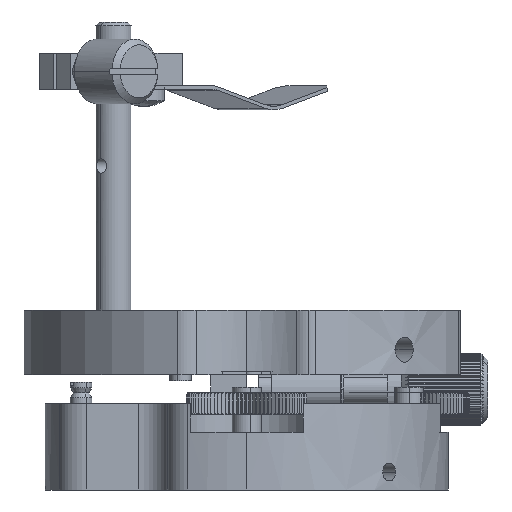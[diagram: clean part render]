
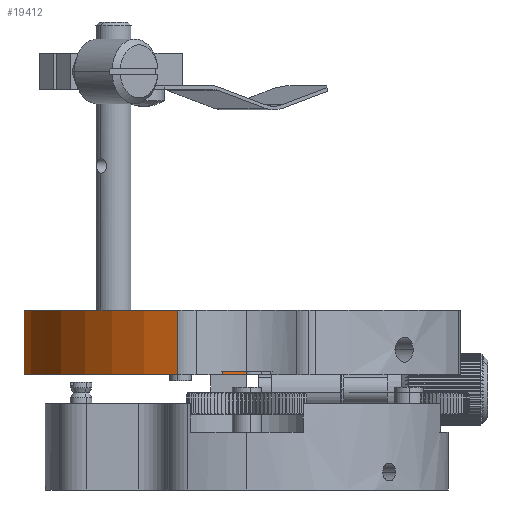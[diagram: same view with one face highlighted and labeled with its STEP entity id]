
A CAD part, left-side view. The second image highlights one B-rep face of the part: STEP entity #19412.
In plain terms, the highlighted cylindrical face has radius 31 mm (diameter 62 mm), a partial arc.
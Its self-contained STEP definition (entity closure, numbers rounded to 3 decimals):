
#260 = ORIENTED_EDGE ( 'NONE', *, *, #7432, .T. ) ;
#571 = CARTESIAN_POINT ( 'NONE',  ( 25.459, -3.009, 17.25 ) ) ;
#1286 = DIRECTION ( 'NONE',  ( 0., 0., 1. ) ) ;
#1948 = AXIS2_PLACEMENT_3D ( 'NONE', #34383, #28837, #13036 ) ;
#3326 = CIRCLE ( 'NONE', #13986, 31. ) ;
#5857 = ORIENTED_EDGE ( 'NONE', *, *, #25898, .F. ) ;
#7204 = CARTESIAN_POINT ( 'NONE',  ( -35.028, 6.559, 8.25 ) ) ;
#7432 = EDGE_CURVE ( 'NONE', #11032, #33361, #3326, .T. ) ;
#7854 = CARTESIAN_POINT ( 'NONE',  ( -35.028, 6.559, 17.25 ) ) ;
#8799 = EDGE_CURVE ( 'NONE', #17528, #11032, #14075, .T. ) ;
#9034 = AXIS2_PLACEMENT_3D ( 'NONE', #31328, #18333, #20780 ) ;
#10611 = CARTESIAN_POINT ( 'NONE',  ( -35.028, 6.559, 4.25 ) ) ;
#11032 = VERTEX_POINT ( 'NONE', #7854 ) ;
#11773 = VERTEX_POINT ( 'NONE', #17412 ) ;
#11854 = DIRECTION ( 'NONE',  ( 0., 0., -1. ) ) ;
#12245 = CARTESIAN_POINT ( 'NONE',  ( 25.459, -3.009, 4.25 ) ) ;
#13036 = DIRECTION ( 'NONE',  ( 1., 0., 0. ) ) ;
#13986 = AXIS2_PLACEMENT_3D ( 'NONE', #27882, #11854, #30556 ) ;
#14075 = LINE ( 'NONE', #10611, #20336 ) ;
#17412 = CARTESIAN_POINT ( 'NONE',  ( 25.459, -3.009, 8.25 ) ) ;
#17528 = VERTEX_POINT ( 'NONE', #7204 ) ;
#18333 = DIRECTION ( 'NONE',  ( 0., 0., 1. ) ) ;
#18568 = DIRECTION ( 'NONE',  ( 0., 0., 1. ) ) ;
#19412 = ADVANCED_FACE ( 'NONE', ( #23901 ), #30590, .T. ) ;
#19477 = LINE ( 'NONE', #12245, #34159 ) ;
#20336 = VECTOR ( 'NONE', #18568, 1000. ) ;
#20780 = DIRECTION ( 'NONE',  ( -1., 0., 0. ) ) ;
#23901 = FACE_OUTER_BOUND ( 'NONE', #31492, .T. ) ;
#25437 = ORIENTED_EDGE ( 'NONE', *, *, #30920, .T. ) ;
#25898 = EDGE_CURVE ( 'NONE', #11773, #33361, #19477, .T. ) ;
#27175 = ORIENTED_EDGE ( 'NONE', *, *, #8799, .T. ) ;
#27882 = CARTESIAN_POINT ( 'NONE',  ( -5.541, -3.009, 17.25 ) ) ;
#28837 = DIRECTION ( 'NONE',  ( 0., 0., 1. ) ) ;
#28853 = CIRCLE ( 'NONE', #9034, 31. ) ;
#30556 = DIRECTION ( 'NONE',  ( -1., 0., 0. ) ) ;
#30590 = CYLINDRICAL_SURFACE ( 'NONE', #1948, 31. ) ;
#30920 = EDGE_CURVE ( 'NONE', #11773, #17528, #28853, .T. ) ;
#31328 = CARTESIAN_POINT ( 'NONE',  ( -5.541, -3.009, 8.25 ) ) ;
#31492 = EDGE_LOOP ( 'NONE', ( #5857, #25437, #27175, #260 ) ) ;
#33361 = VERTEX_POINT ( 'NONE', #571 ) ;
#34159 = VECTOR ( 'NONE', #1286, 1000. ) ;
#34383 = CARTESIAN_POINT ( 'NONE',  ( -5.541, -3.009, 4.25 ) ) ;
